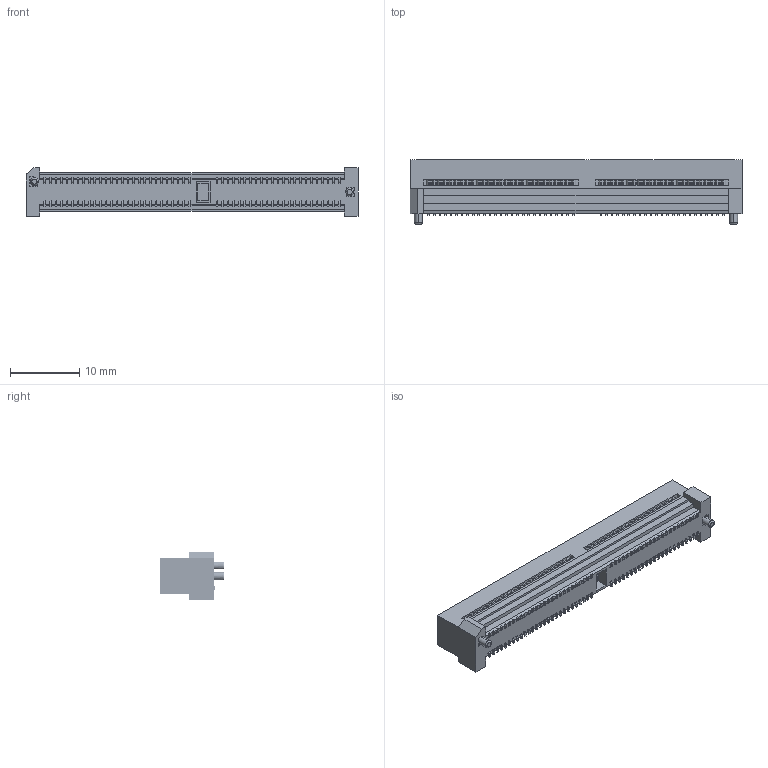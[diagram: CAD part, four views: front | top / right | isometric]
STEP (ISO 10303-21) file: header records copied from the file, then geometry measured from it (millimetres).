
FILE_DESCRIPTION (( 'STEP AP214' ), '1' );
FILE_NAME ('370-100-229-002.STEP', '2020-05-19T14:29:09', ( '' ), ( '' ), 'SwSTEP 2.0', 'SolidWorks 2020', '' );
FILE_SCHEMA (( 'AUTOMOTIVE_DESIGN' ));
Length unit declared in the file: millimetre
Products named in the file (1): 370-100-229-002
Bounding box: 47.8 x 9.3 x 7 mm (x, y, z)
Volume: 1371.8 mm3; surface area: 3205.3 mm2
Topology: 101 solids, 101 shells, 8419 faces, 25946 edges, 17709 vertices
Faces by surface type: plane 6111, cylinder 1504, bspline 804
Entity records: 401327 total; most frequent: CARTESIAN_POINT 92679, ORIENTED_EDGE 51832, DIRECTION 35870, EDGE_CURVE 25916, VERTEX_POINT 17709, VECTOR 16778, LINE 16778, AXIS2_PLACEMENT_3D 9546
